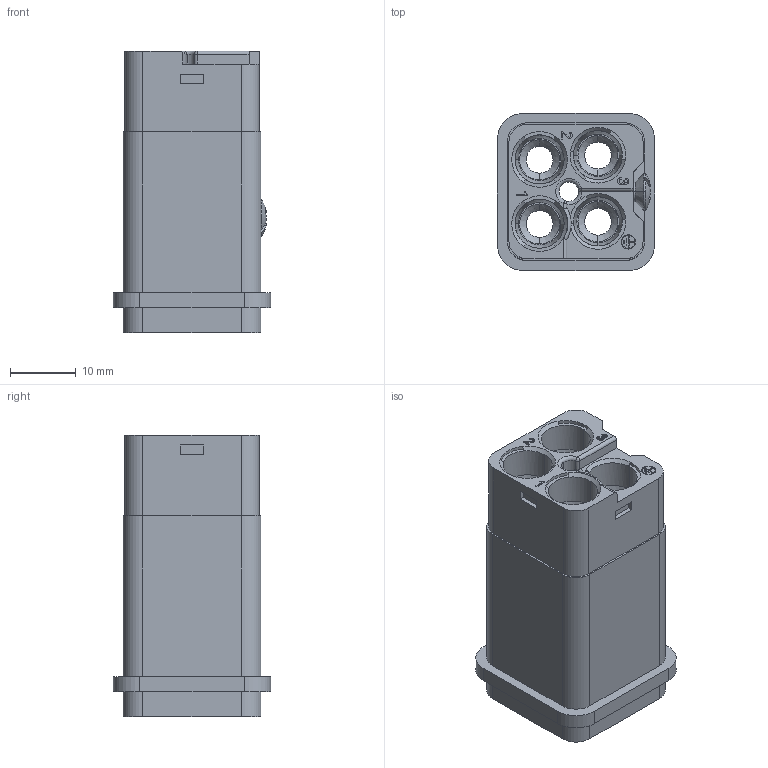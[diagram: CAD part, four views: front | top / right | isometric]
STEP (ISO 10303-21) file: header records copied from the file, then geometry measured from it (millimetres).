
FILE_DESCRIPTION(('Creo Elements/Direct Modeling STEP Export'),'2;1');
FILE_NAME('0lndqdl3timnl9l128','2015-11-05T13:30:42',(''),(''),'PTC Creo Elements/Direct Modeling STEP processor for AP214 (Solid Model)','PTC Creo Elements/Direct Modeling 19.0B 21-Mar-2015 (C) Parametric Technology GmbH','');
FILE_SCHEMA(('AUTOMOTIVE_DESIGN { 1 0 10303 214 1 1 1 1 }'));
Length unit declared in the file: millimetre
Products named in the file (2): CQ4M_03
Assembly tree (1 placements, depth 2):
  CQ4M_03
    CQ4M_03
Bounding box: 24 x 24 x 43 mm (x, y, z)
Volume: 11117.2 mm3; surface area: 8807.7 mm2
Topology: 1 solids, 1 shells, 592 faces, 1586 edges, 1026 vertices
Faces by surface type: plane 438, cylinder 94, cone 26, torus 15, extrusion 9, sphere 8, bspline 2
Entity records: 21184 total; most frequent: CARTESIAN_POINT 3815, ORIENTED_EDGE 3160, DIRECTION 2796, EDGE_CURVE 1580, VECTOR 1260, LINE 1251, VERTEX_POINT 1026, AXIS2_PLACEMENT_3D 768
